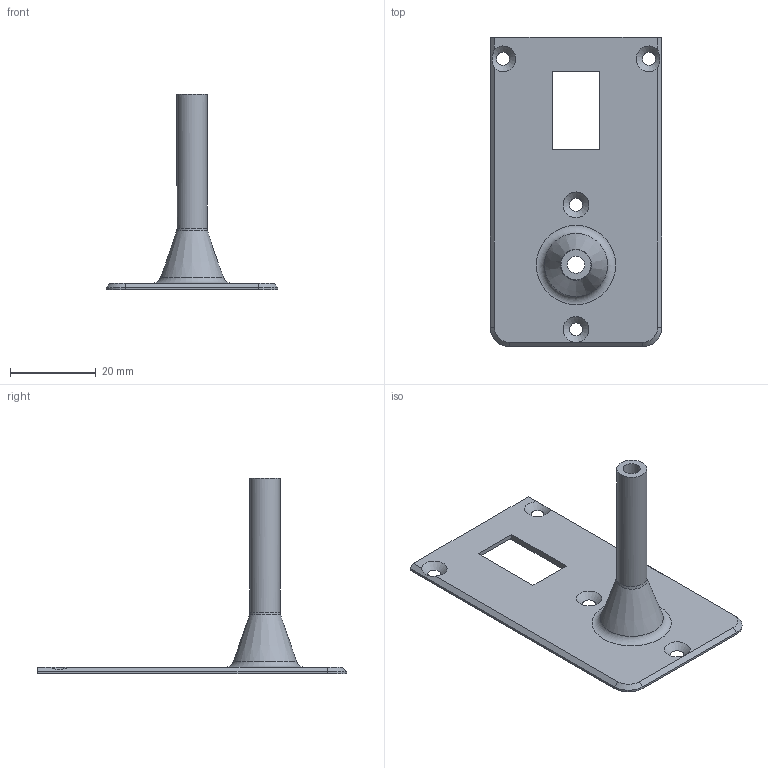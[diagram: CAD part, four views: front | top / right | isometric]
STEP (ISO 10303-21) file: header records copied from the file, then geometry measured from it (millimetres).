
FILE_DESCRIPTION(('FreeCAD Model'),'2;1');
FILE_NAME('TubeLid.step','2018-01-17T15:56:55',('Author'),(''), 'Open CASCADE STEP processor 6.9','FreeCAD','Unknown');
FILE_SCHEMA(('AUTOMOTIVE_DESIGN_CC2 { 1 2 10303 214 -1 1 5 4 }'));
Length unit declared in the file: millimetre
Products named in the file (1): TubeLid
Bounding box: 40 x 72 x 45.5 mm (x, y, z)
Volume: 5338.4 mm3; surface area: 7260 mm2
Topology: 1 solids, 1 shells, 36 faces, 103 edges, 67 vertices
Faces by surface type: plane 21, cone 8, cylinder 5, bspline 1, torus 1
Full cylindrical faces by diameter (mm): 4 x1, 7 x1, 10 x1
Entity records: 2625 total; most frequent: CARTESIAN_POINT 610, DIRECTION 361, LINE 215, VECTOR 215, ORIENTED_EDGE 202, PCURVE 202, DEFINITIONAL_REPRESENTATION 202, EDGE_CURVE 101
